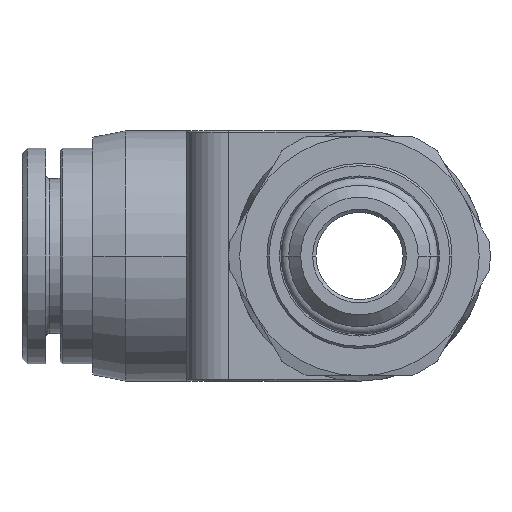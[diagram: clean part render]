
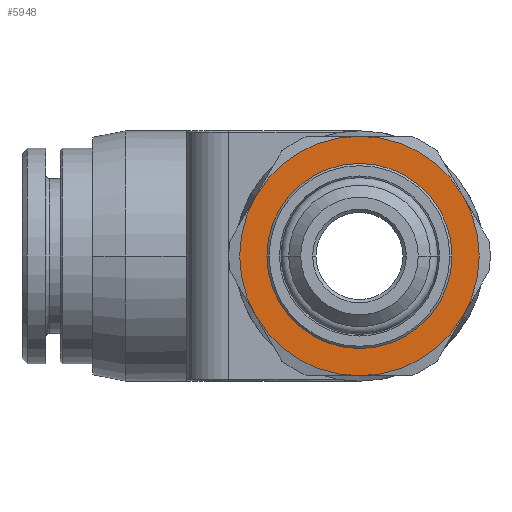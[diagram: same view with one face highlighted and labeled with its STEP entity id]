
A CAD part, front view. The second image highlights one B-rep face of the part: STEP entity #5948.
In plain terms, the highlighted planar face has unit normal (0, -1, 0).
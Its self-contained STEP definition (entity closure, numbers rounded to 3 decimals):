
#1596=CARTESIAN_POINT('',(0.,-29.5,0.));
#1597=DIRECTION('',(0.,-1.,0.));
#1598=DIRECTION('',(-1.,0.,0.));
#1599=AXIS2_PLACEMENT_3D('',#1596,#1597,#1598);
#1601=CARTESIAN_POINT('',(0.,-29.5,0.));
#1602=DIRECTION('',(0.,-1.,0.));
#1603=DIRECTION('',(1.,0.,0.));
#1604=AXIS2_PLACEMENT_3D('',#1601,#1602,#1603);
#1606=CARTESIAN_POINT('',(0.,-29.5,0.));
#1607=DIRECTION('',(0.,-1.,0.));
#1608=DIRECTION('',(0.,0.,1.));
#1609=AXIS2_PLACEMENT_3D('',#1606,#1607,#1608);
#1611=CARTESIAN_POINT('',(0.,-29.5,0.));
#1612=DIRECTION('',(0.,-1.,0.));
#1613=DIRECTION('',(0.866,0.,0.5));
#1614=AXIS2_PLACEMENT_3D('',#1611,#1612,#1613);
#1616=CARTESIAN_POINT('',(0.,-29.5,0.));
#1617=DIRECTION('',(0.,-1.,0.));
#1618=DIRECTION('',(0.866,0.,-0.5));
#1619=AXIS2_PLACEMENT_3D('',#1616,#1617,#1618);
#1621=CARTESIAN_POINT('',(0.,-29.5,0.));
#1622=DIRECTION('',(0.,-1.,0.));
#1623=DIRECTION('',(0.,0.,-1.));
#1624=AXIS2_PLACEMENT_3D('',#1621,#1622,#1623);
#1626=CARTESIAN_POINT('',(0.,-29.5,0.));
#1627=DIRECTION('',(0.,-1.,0.));
#1628=DIRECTION('',(-0.866,0.,-0.5));
#1629=AXIS2_PLACEMENT_3D('',#1626,#1627,#1628);
#1631=CARTESIAN_POINT('',(0.,-29.5,0.));
#1632=DIRECTION('',(0.,-1.,0.));
#1633=DIRECTION('',(-0.866,0.,0.5));
#1634=AXIS2_PLACEMENT_3D('',#1631,#1632,#1633);
#1636=CARTESIAN_POINT('',(0.,-29.5,
11.));
#1737=CARTESIAN_POINT('',(0.,-29.5,
-11.));
#1773=CARTESIAN_POINT('',(9.526,-29.5,5.5));
#1839=CARTESIAN_POINT('',(-9.526,-29.5,
5.5));
#1875=CARTESIAN_POINT('',(-9.526,-29.5,
-5.5));
#2951=CARTESIAN_POINT('',(9.526,-29.5,
-5.5));
#3576=CARTESIAN_POINT('',(-8.5,-29.5,0.));
#3577=CARTESIAN_POINT('',(8.5,-29.5,0.));
#3578=VERTEX_POINT('',#3576);
#3579=VERTEX_POINT('',#3577);
#3636=VERTEX_POINT('',#1636);
#3643=VERTEX_POINT('',#1839);
#3649=VERTEX_POINT('',#1875);
#3655=VERTEX_POINT('',#1737);
#3661=VERTEX_POINT('',#2951);
#3667=VERTEX_POINT('',#1773);
#5925=CARTESIAN_POINT('',(0.,-29.5,0.));
#5926=DIRECTION('',(0.,-1.,0.));
#5927=DIRECTION('',(0.,0.,1.));
#5928=AXIS2_PLACEMENT_3D('',#5925,#5926,#5927);
#5929=PLANE('',#5928);
#5931=ORIENTED_EDGE('',*,*,#5930,.F.);
#5933=ORIENTED_EDGE('',*,*,#5932,.F.);
#5935=ORIENTED_EDGE('',*,*,#5934,.F.);
#5937=ORIENTED_EDGE('',*,*,#5936,.F.);
#5939=ORIENTED_EDGE('',*,*,#5938,.F.);
#5941=ORIENTED_EDGE('',*,*,#5940,.F.);
#5942=EDGE_LOOP('',(#5931,#5933,#5935,#5937,#5939,#5941));
#5943=FACE_OUTER_BOUND('',#5942,.F.);
#5944=ORIENTED_EDGE('',*,*,#5905,.T.);
#5945=ORIENTED_EDGE('',*,*,#5919,.T.);
#5946=EDGE_LOOP('',(#5944,#5945));
#5947=FACE_BOUND('',#5946,.F.);
#5948=ADVANCED_FACE('',(#5943,#5947),#5929,.T.);
#1600=CIRCLE('',#1599,8.5);
#1605=CIRCLE('',#1604,8.5);
#1610=CIRCLE('',#1609,11.);
#1615=CIRCLE('',#1614,11.);
#1620=CIRCLE('',#1619,11.);
#1625=CIRCLE('',#1624,11.);
#1630=CIRCLE('',#1629,11.);
#1635=CIRCLE('',#1634,11.);
#5905=EDGE_CURVE('',#3578,#3579,#1600,.T.);
#5919=EDGE_CURVE('',#3579,#3578,#1605,.T.);
#5930=EDGE_CURVE('',#3636,#3643,#1610,.T.);
#5932=EDGE_CURVE('',#3667,#3636,#1615,.T.);
#5934=EDGE_CURVE('',#3661,#3667,#1620,.T.);
#5936=EDGE_CURVE('',#3655,#3661,#1625,.T.);
#5938=EDGE_CURVE('',#3649,#3655,#1630,.T.);
#5940=EDGE_CURVE('',#3643,#3649,#1635,.T.);
